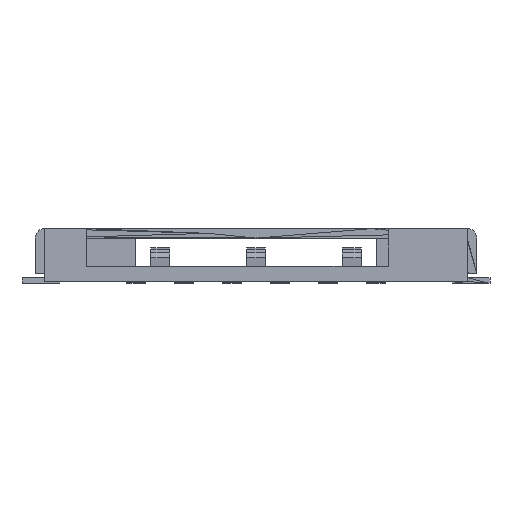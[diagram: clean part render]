
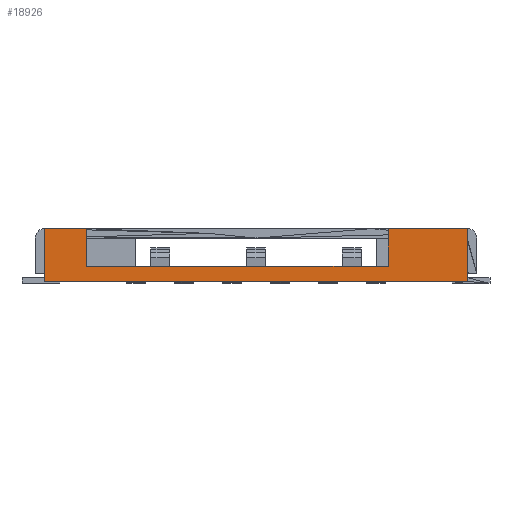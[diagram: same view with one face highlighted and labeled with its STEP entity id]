
A CAD part, front view. The second image highlights one B-rep face of the part: STEP entity #18926.
In plain terms, the highlighted planar face has unit normal (0, -1, 0).
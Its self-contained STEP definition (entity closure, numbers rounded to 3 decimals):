
#560=FACE_OUTER_BOUND('',#1905,.T.);
#1905=EDGE_LOOP('',(#14012,#14013,#14014,#14015,#14016,#14017,#14018,#14019,
#14020));
#3272=LINE('',#27470,#5887);
#3311=LINE('',#27537,#5926);
#3503=LINE('',#27921,#6118);
#3592=LINE('',#28092,#6207);
#3798=LINE('',#28507,#6413);
#3954=LINE('',#28811,#6569);
#3955=LINE('',#28813,#6570);
#3956=LINE('',#28815,#6571);
#3957=LINE('',#28816,#6572);
#5887=VECTOR('',#22131,10.);
#5926=VECTOR('',#22210,10.);
#6118=VECTOR('',#22644,10.);
#6207=VECTOR('',#22803,10.);
#6413=VECTOR('',#23171,10.);
#6569=VECTOR('',#23365,10.);
#6570=VECTOR('',#23366,10.);
#6571=VECTOR('',#23367,10.);
#6572=VECTOR('',#23368,10.);
#8256=VERTEX_POINT('',#27456);
#8257=VERTEX_POINT('',#27468);
#8258=VERTEX_POINT('',#27469);
#8266=VERTEX_POINT('',#27536);
#8337=VERTEX_POINT('',#27920);
#8384=VERTEX_POINT('',#28090);
#8641=VERTEX_POINT('',#28810);
#8642=VERTEX_POINT('',#28812);
#8643=VERTEX_POINT('',#28814);
#9791=EDGE_CURVE('',#8257,#8258,#3272,.T.);
#9830=EDGE_CURVE('',#8256,#8266,#3311,.T.);
#10022=EDGE_CURVE('',#8257,#8337,#3503,.T.);
#10111=EDGE_CURVE('',#8256,#8384,#3592,.T.);
#10317=EDGE_CURVE('',#8337,#8384,#3798,.T.);
#10473=EDGE_CURVE('',#8258,#8641,#3954,.T.);
#10474=EDGE_CURVE('',#8641,#8642,#3955,.T.);
#10475=EDGE_CURVE('',#8643,#8642,#3956,.T.);
#10476=EDGE_CURVE('',#8266,#8643,#3957,.T.);
#14012=ORIENTED_EDGE('',*,*,#10111,.T.);
#14013=ORIENTED_EDGE('',*,*,#10317,.F.);
#14014=ORIENTED_EDGE('',*,*,#10022,.F.);
#14015=ORIENTED_EDGE('',*,*,#9791,.T.);
#14016=ORIENTED_EDGE('',*,*,#10473,.T.);
#14017=ORIENTED_EDGE('',*,*,#10474,.T.);
#14018=ORIENTED_EDGE('',*,*,#10475,.F.);
#14019=ORIENTED_EDGE('',*,*,#10476,.F.);
#14020=ORIENTED_EDGE('',*,*,#9830,.F.);
#17599=PLANE('',#20267);
#18926=ADVANCED_FACE('',(#560),#17599,.T.);
#20267=AXIS2_PLACEMENT_3D('',#28809,#23363,#23364);
#22131=DIRECTION('',(-1.,0.,0.));
#22210=DIRECTION('',(1.,0.,0.));
#22644=DIRECTION('',(0.,0.,-1.));
#22803=DIRECTION('',(0.,0.,-1.));
#23171=DIRECTION('',(-1.,0.,0.));
#23363=DIRECTION('center_axis',(0.,-1.,0.));
#23364=DIRECTION('ref_axis',(0.,0.,-1.));
#23365=DIRECTION('',(0.,0.,-1.));
#23366=DIRECTION('',(-1.,0.,0.));
#23367=DIRECTION('',(1.,0.,0.));
#23368=DIRECTION('',(-0.001,0.,-1.));
#27456=CARTESIAN_POINT('',(-5.6,-7.,1.4));
#27468=CARTESIAN_POINT('',(5.6,-7.,1.4));
#27469=CARTESIAN_POINT('',(3.5,-7.,1.399));
#27470=CARTESIAN_POINT('',(5.6,-7.,1.4));
#27536=CARTESIAN_POINT('',(-4.5,-7.,1.4));
#27537=CARTESIAN_POINT('',(-5.6,-7.,1.4));
#27920=CARTESIAN_POINT('',(5.6,-7.,0.));
#27921=CARTESIAN_POINT('',(5.6,-7.,1.4));
#28090=CARTESIAN_POINT('',(-5.6,-7.,0.));
#28092=CARTESIAN_POINT('',(-5.6,-7.,1.4));
#28507=CARTESIAN_POINT('',(2.552,-7.,0.));
#28809=CARTESIAN_POINT('Origin',(-5.6,-7.,1.4));
#28810=CARTESIAN_POINT('',(3.5,-7.,0.4));
#28811=CARTESIAN_POINT('',(3.5,-7.,1.399));
#28812=CARTESIAN_POINT('',(1.27,-7.,0.4));
#28813=CARTESIAN_POINT('',(3.5,-7.,0.4));
#28814=CARTESIAN_POINT('',(-4.501,-7.,0.4));
#28815=CARTESIAN_POINT('',(-4.501,-7.,0.4));
#28816=CARTESIAN_POINT('',(-4.5,-7.,1.4));
